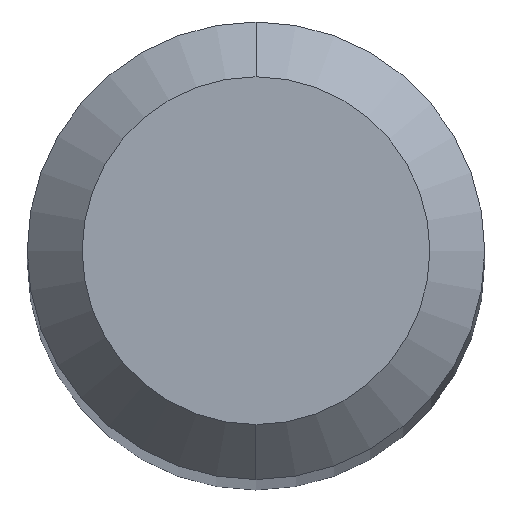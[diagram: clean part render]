
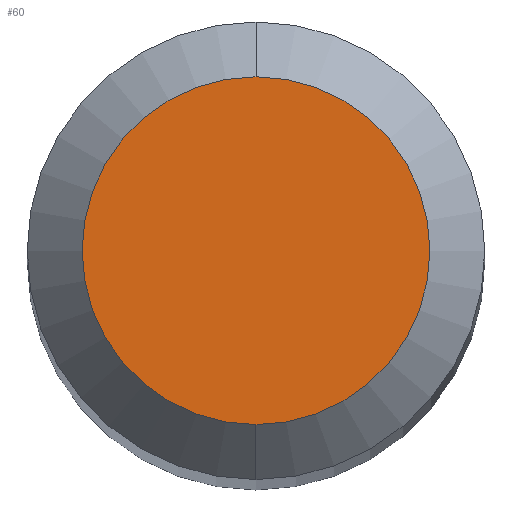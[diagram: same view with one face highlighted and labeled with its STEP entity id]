
A CAD part, top view. The second image highlights one B-rep face of the part: STEP entity #60.
In plain terms, the highlighted planar face has unit normal (0, 0, 1).
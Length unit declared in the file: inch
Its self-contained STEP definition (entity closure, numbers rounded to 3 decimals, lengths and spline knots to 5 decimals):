
#1 = CARTESIAN_POINT ( 'NONE',  ( 0., 0., 0. ) ) ;
#19 = DIRECTION ( 'NONE',  ( 0., 0., -1. ) ) ;
#60 = ADVANCED_FACE ( 'NONE', ( #363 ), #164, .F. ) ;
#72 = DIRECTION ( 'NONE',  ( 0., 0., 1. ) ) ;
#78 = DIRECTION ( 'NONE',  ( 0., -1., 0. ) ) ;
#99 = DIRECTION ( 'NONE',  ( 0., 0., 1. ) ) ;
#102 = CARTESIAN_POINT ( 'NONE',  ( 0., 0.0475, 0. ) ) ;
#126 = ORIENTED_EDGE ( 'NONE', *, *, #305, .T. ) ;
#138 = DIRECTION ( 'NONE',  ( 0., -1., 0. ) ) ;
#161 = VERTEX_POINT ( 'NONE', #102 ) ;
#164 = PLANE ( 'NONE',  #225 ) ;
#225 = AXIS2_PLACEMENT_3D ( 'NONE', #366, #19, #320 ) ;
#231 = EDGE_CURVE ( 'NONE', #161, #240, #296, .T. ) ;
#240 = VERTEX_POINT ( 'NONE', #254 ) ;
#243 = CIRCLE ( 'NONE', #288, 0.0475 ) ;
#254 = CARTESIAN_POINT ( 'NONE',  ( 0., -0.0475, 0. ) ) ;
#288 = AXIS2_PLACEMENT_3D ( 'NONE', #1, #72, #78 ) ;
#296 = CIRCLE ( 'NONE', #425, 0.0475 ) ;
#303 = CARTESIAN_POINT ( 'NONE',  ( 0., 0., 0. ) ) ;
#305 = EDGE_CURVE ( 'NONE', #240, #161, #243, .T. ) ;
#320 = DIRECTION ( 'NONE',  ( 0., 1., 0. ) ) ;
#329 = EDGE_LOOP ( 'NONE', ( #400, #126 ) ) ;
#363 = FACE_OUTER_BOUND ( 'NONE', #329, .T. ) ;
#366 = CARTESIAN_POINT ( 'NONE',  ( 0., 0.0475, 0. ) ) ;
#400 = ORIENTED_EDGE ( 'NONE', *, *, #231, .T. ) ;
#425 = AXIS2_PLACEMENT_3D ( 'NONE', #303, #99, #138 ) ;
